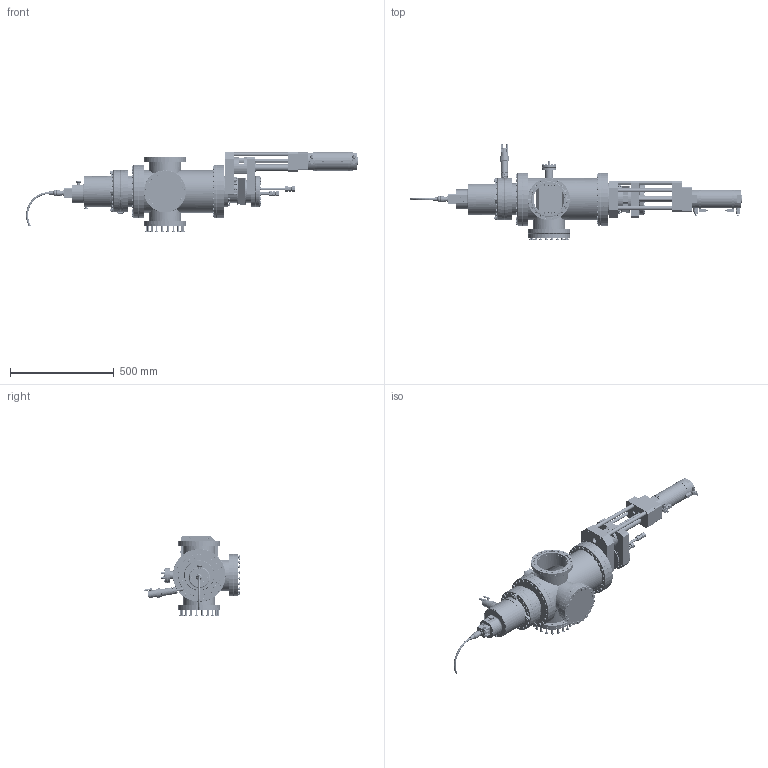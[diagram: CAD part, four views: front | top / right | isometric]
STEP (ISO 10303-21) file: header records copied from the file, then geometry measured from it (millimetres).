
FILE_DESCRIPTION(/* description */ (''),/* implementation_level */ '2;1');
FILE_NAME(/* name */ '1800300.stp',/* time_stamp */ '2022-02-23T16:10:07-08:00',/* author */ ('Joe'),/* organization */ (''),/* preprocessor_version */ 'ST-DEVELOPER v17.2',/* originating_system */ 'Autodesk Inventor 2019',/* authorisation */ ' D-PACE ');
FILE_SCHEMA (('AUTOMOTIVE_DESIGN { 1 0 10303 214 3 1 1 }'));
Products named in the file (1): 1800300_Shrinkwrap_1
Bounding box: 1596.65 x 459.2 x 386.4 mm (x, y, z)
Volume: 9385645.3 mm3; surface area: 3526239.4 mm2
Topology: 36 solids, 152 shells, 6826 faces, 18414 edges, 12440 vertices
Faces by surface type: plane 3176, cone 2039, cylinder 1306, torus 250, bspline 41, sphere 14
Full cylindrical faces by diameter (mm): 0.508 x5, 0.559 x37, 1.778 x4, 2.032 x4, 2.388 x2, 2.413 x2, 2.438 x4, 2.5 x2, 2.845 x1, 3.242 x3, 3.264 x1, 3.81 x1, 4 x11, 4.166 x12, 4.237 x6, 4.369 x6, 4.445 x2, 4.496 x6, 4.917 x8, 5.367 x6, 5.5 x1, 6.045 x1, 6.35 x3, 6.792 x84, 6.8 x58, 6.858 x8, 6.893 x2, 7.144 x2, 7.209 x2, 7.366 x2
Entity records: 238602 total; most frequent: CARTESIAN_POINT 59422, DIRECTION 37676, ORIENTED_EDGE 35740, EDGE_CURVE 18354, AXIS2_PLACEMENT_3D 15327, VERTEX_POINT 12444, CIRCLE 8472, EDGE_LOOP 8207
